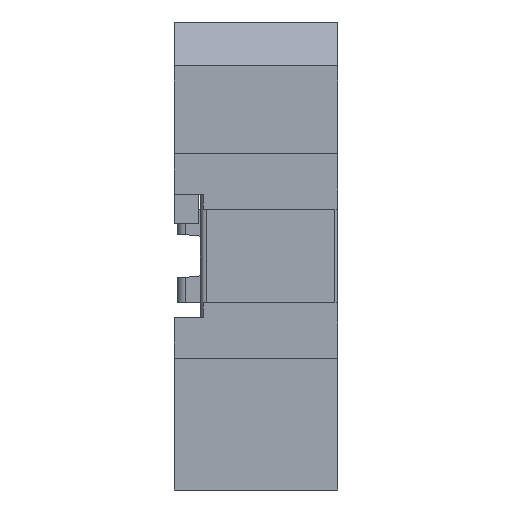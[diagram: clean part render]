
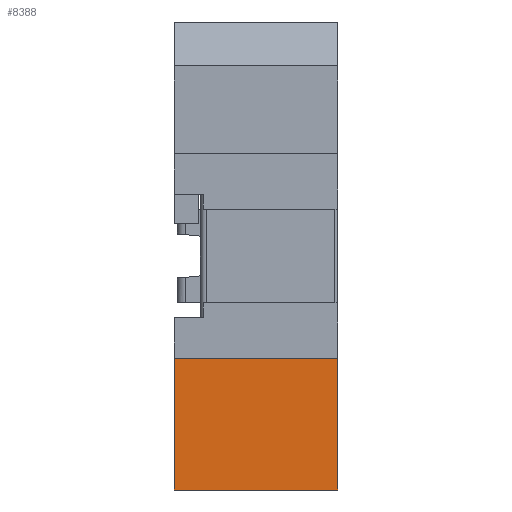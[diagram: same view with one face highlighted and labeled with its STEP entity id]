
A CAD part, left-side view. The second image highlights one B-rep face of the part: STEP entity #8388.
In plain terms, the highlighted planar face has unit normal (-1, 0, 0).
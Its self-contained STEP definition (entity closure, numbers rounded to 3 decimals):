
#14 = VECTOR ( 'NONE', #7173, 1000. ) ;
#530 = LINE ( 'NONE', #5787, #7860 ) ;
#575 = VECTOR ( 'NONE', #3803, 1000. ) ;
#690 = VERTEX_POINT ( 'NONE', #4204 ) ;
#887 = EDGE_CURVE ( 'NONE', #7853, #4908, #6077, .T. ) ;
#1046 = CARTESIAN_POINT ( 'NONE',  ( -11., 0., -8. ) ) ;
#1079 = VECTOR ( 'NONE', #8604, 1000. ) ;
#1138 = ORIENTED_EDGE ( 'NONE', *, *, #8385, .T. ) ;
#1164 = ORIENTED_EDGE ( 'NONE', *, *, #8475, .T. ) ;
#1645 = DIRECTION ( 'NONE',  ( 0., 0., 1. ) ) ;
#1875 = EDGE_LOOP ( 'NONE', ( #1138, #6814, #7995, #1164 ) ) ;
#2280 = VERTEX_POINT ( 'NONE', #1046 ) ;
#2916 = LINE ( 'NONE', #4494, #1079 ) ;
#3751 = DIRECTION ( 'NONE',  ( 0., 0., -1. ) ) ;
#3803 = DIRECTION ( 'NONE',  ( 0., 0., 1. ) ) ;
#4183 = EDGE_CURVE ( 'NONE', #690, #4908, #5531, .T. ) ;
#4196 = CARTESIAN_POINT ( 'NONE',  ( -11., 5.6, -8. ) ) ;
#4204 = CARTESIAN_POINT ( 'NONE',  ( -11., 0., -3.5 ) ) ;
#4494 = CARTESIAN_POINT ( 'NONE',  ( -11., 5.6, -8. ) ) ;
#4901 = AXIS2_PLACEMENT_3D ( 'NONE', #7160, #7848, #3751 ) ;
#4908 = VERTEX_POINT ( 'NONE', #8186 ) ;
#5531 = LINE ( 'NONE', #6901, #14 ) ;
#5603 = FACE_OUTER_BOUND ( 'NONE', #1875, .T. ) ;
#5787 = CARTESIAN_POINT ( 'NONE',  ( -11., 0., 6.5 ) ) ;
#6077 = LINE ( 'NONE', #8605, #575 ) ;
#6464 = PLANE ( 'NONE',  #4901 ) ;
#6814 = ORIENTED_EDGE ( 'NONE', *, *, #4183, .T. ) ;
#6901 = CARTESIAN_POINT ( 'NONE',  ( -11., 0., -3.5 ) ) ;
#7160 = CARTESIAN_POINT ( 'NONE',  ( -11., 5.6, 6.5 ) ) ;
#7173 = DIRECTION ( 'NONE',  ( 0., 1., 0. ) ) ;
#7848 = DIRECTION ( 'NONE',  ( 1., 0., 0. ) ) ;
#7853 = VERTEX_POINT ( 'NONE', #4196 ) ;
#7860 = VECTOR ( 'NONE', #1645, 1000. ) ;
#7995 = ORIENTED_EDGE ( 'NONE', *, *, #887, .F. ) ;
#8186 = CARTESIAN_POINT ( 'NONE',  ( -11., 5.6, -3.5 ) ) ;
#8385 = EDGE_CURVE ( 'NONE', #2280, #690, #530, .T. ) ;
#8388 = ADVANCED_FACE ( 'NONE', ( #5603 ), #6464, .F. ) ;
#8475 = EDGE_CURVE ( 'NONE', #7853, #2280, #2916, .T. ) ;
#8604 = DIRECTION ( 'NONE',  ( 0., -1., 0. ) ) ;
#8605 = CARTESIAN_POINT ( 'NONE',  ( -11., 5.6, 6.5 ) ) ;
